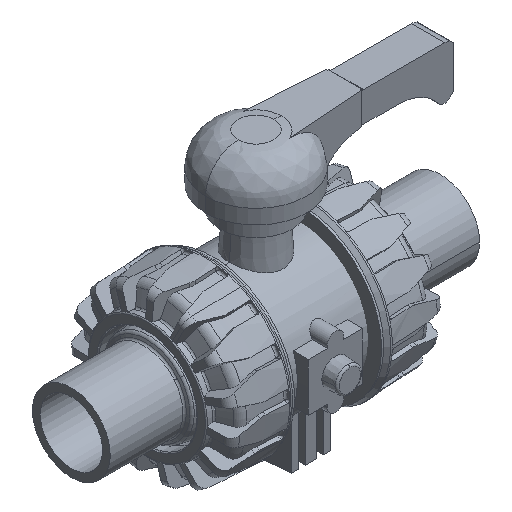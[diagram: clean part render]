
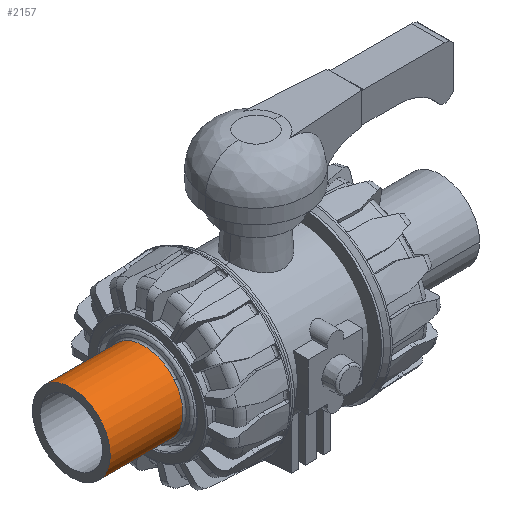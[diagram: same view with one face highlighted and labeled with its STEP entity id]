
A CAD part, isometric view. The second image highlights one B-rep face of the part: STEP entity #2157.
In plain terms, the highlighted cylindrical face has radius 37.5 mm (diameter 75 mm), a partial arc.
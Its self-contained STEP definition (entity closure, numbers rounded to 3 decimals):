
#2157=ADVANCED_FACE('',(#4342),#4343,.T.);
#4342=FACE_OUTER_BOUND('',#6703,.T.);
#4343=CYLINDRICAL_SURFACE('',#6704,37.5);
#6703=EDGE_LOOP('',(#13260,#13261,#13262,#13263,#13264));
#6704=AXIS2_PLACEMENT_3D('',#13265,#13266,#13267);
#13260=ORIENTED_EDGE('',*,*,#16214,.T.);
#13261=ORIENTED_EDGE('',*,*,#16221,.F.);
#13262=ORIENTED_EDGE('',*,*,#16253,.F.);
#13263=ORIENTED_EDGE('',*,*,#16216,.T.);
#13264=ORIENTED_EDGE('',*,*,#16244,.T.);
#13265=CARTESIAN_POINT('',(-143.488,0.,-118.62));
#13266=DIRECTION('',(-1.0,0.,0.));
#13267=DIRECTION('',(0.,-0.627,-0.779));
#16214=EDGE_CURVE('',#20052,#20053,#20054,.T.);
#16216=EDGE_CURVE('',#20057,#20055,#20058,.T.);
#16221=EDGE_CURVE('',#20063,#20053,#20066,.T.);
#16244=EDGE_CURVE('',#20055,#20052,#20102,.T.);
#16253=EDGE_CURVE('',#20057,#20063,#20111,.T.);
#20052=VERTEX_POINT('',#30514);
#20053=VERTEX_POINT('',#30515);
#20054=LINE('',#30516,#30517);
#20055=VERTEX_POINT('',#30518);
#20057=VERTEX_POINT('',#30520);
#20058=LINE('',#30521,#30522);
#20063=VERTEX_POINT('',#30527);
#20066=CIRCLE('',#30530,37.5);
#20102=CIRCLE('',#30570,37.5);
#20111=CIRCLE('',#30579,37.5);
#30514=CARTESIAN_POINT('',(-178.,-23.515,-147.832));
#30515=CARTESIAN_POINT('',(-107.977,-23.515,-147.832));
#30516=CARTESIAN_POINT('',(-143.488,-23.515,-147.832));
#30517=VECTOR('',#33638,1.0);
#30518=CARTESIAN_POINT('',(-178.,23.515,-89.409));
#30520=CARTESIAN_POINT('',(-107.977,23.515,-89.409));
#30521=CARTESIAN_POINT('',(-143.488,23.515,-89.409));
#30522=VECTOR('',#33642,1.0);
#30527=CARTESIAN_POINT('',(-107.977,-29.211,-95.106));
#30530=AXIS2_PLACEMENT_3D('',#33652,#33653,#33654);
#30570=AXIS2_PLACEMENT_3D('',#33701,#33702,#33703);
#30579=AXIS2_PLACEMENT_3D('',#33716,#33717,#33718);
#33638=DIRECTION('',(1.0,0.,0.));
#33642=DIRECTION('',(-1.0,0.,0.));
#33652=CARTESIAN_POINT('',(-107.977,0.,-118.62));
#33653=DIRECTION('',(1.0,0.,0.));
#33654=DIRECTION('',(0.,-0.627,-0.779));
#33701=CARTESIAN_POINT('',(-178.,0.,-118.62));
#33702=DIRECTION('',(1.0,0.,0.));
#33703=DIRECTION('',(0.,-0.627,-0.779));
#33716=CARTESIAN_POINT('',(-107.977,0.,-118.62));
#33717=DIRECTION('',(1.0,0.,0.));
#33718=DIRECTION('',(0.,-0.627,-0.779));
